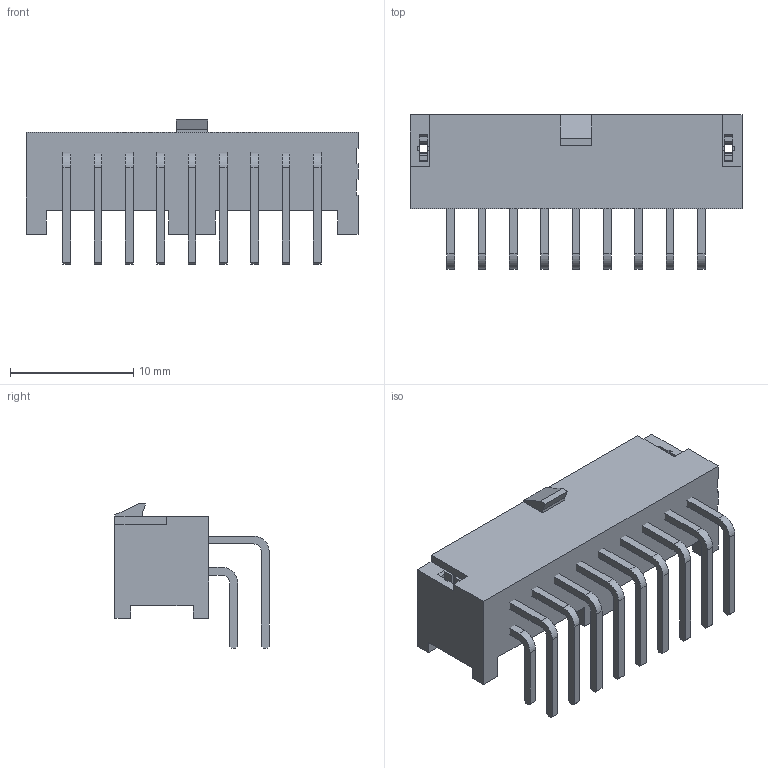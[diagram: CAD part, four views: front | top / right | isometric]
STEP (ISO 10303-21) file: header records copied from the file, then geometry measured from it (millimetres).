
FILE_DESCRIPTION(/* description */ ('STEP AP214'),/* implementation_level */ '2;1');
FILE_NAME(/* name */ 'IPL1-109-01-L-D-RE1-K',/* time_stamp */ '2025-04-09T19:45:42+02:00',/* author */ ('License CC BY-ND 4.0'),/* organization */ ('CADENAS'),/* preprocessor_version */ 'ST-DEVELOPER v19.3',/* originating_system */ 'PARTsolutions',/* authorisation */ ' ');
FILE_SCHEMA (('AUTOMOTIVE_DESIGN {1 0 10303 214 3 1 1}'));
Length unit declared in the file: inch
Products named in the file (4): IPL1-109-01-L-D-RE1-K; IPL1-109-01-D-RE1-K_HDR; T-1S64-01-09-L-D-RE1; T-1S64-01-09-L-D-RE12
Assembly tree (3 placements, depth 2):
  IPL1-109-01-L-D-RE1-K
    IPL1-109-01-D-RE1-K_HDR
    T-1S64-01-09-L-D-RE1
    T-1S64-01-09-L-D-RE12
Bounding box: 26.92 x 12.51 x 11.68 mm (x, y, z)
Volume: 827.2 mm3; surface area: 3067.9 mm2
Topology: 3 solids, 3 shells, 527 faces, 1542 edges, 1028 vertices
Faces by surface type: plane 491, cylinder 36
Entity records: 17281 total; most frequent: CARTESIAN_POINT 3101, ORIENTED_EDGE 3084, DIRECTION 2676, EDGE_CURVE 1542, LINE 1470, VECTOR 1470, VERTEX_POINT 1028, AXIS2_PLACEMENT_3D 603
